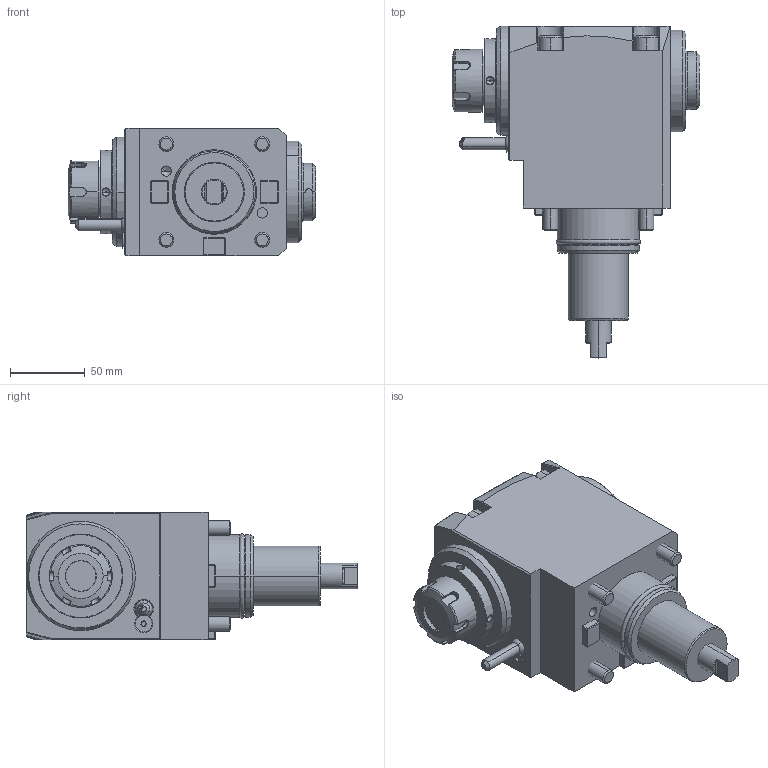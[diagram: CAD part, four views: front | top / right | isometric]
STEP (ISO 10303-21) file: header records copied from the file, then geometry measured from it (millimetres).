
FILE_DESCRIPTION((''),'2;1');
FILE_NAME('NGT2_55_201_25_3_3_85_EM2','2023-09-25T',('vali'),('NOVA GRUP'),'PRO/ENGINEER BY PARAMETRIC TECHNOLOGY CORPORATION, 2010280','PRO/ENGINEER BY PARAMETRIC TECHNOLOGY CORPORATION, 2010280','');
FILE_SCHEMA(('CONFIG_CONTROL_DESIGN'));
Length unit declared in the file: millimetre
Products named in the file (1): NGT2_55_201_25_3_3_85_EM2
Bounding box: 165.4 x 221.5 x 85 mm (x, y, z)
Volume: 1322908.8 mm3; surface area: 114114.1 mm2
Topology: 2 solids, 6 shells, 489 faces, 1156 edges, 706 vertices
Faces by surface type: plane 229, cylinder 111, cone 60, bspline 46, torus 28, extrusion 13, sphere 2
Entity records: 16566 total; most frequent: CARTESIAN_POINT 5801, ORIENTED_EDGE 2308, DIRECTION 2014, EDGE_CURVE 1154, VERTEX_POINT 706, AXIS2_PLACEMENT_3D 673, VECTOR 668, LINE 655
